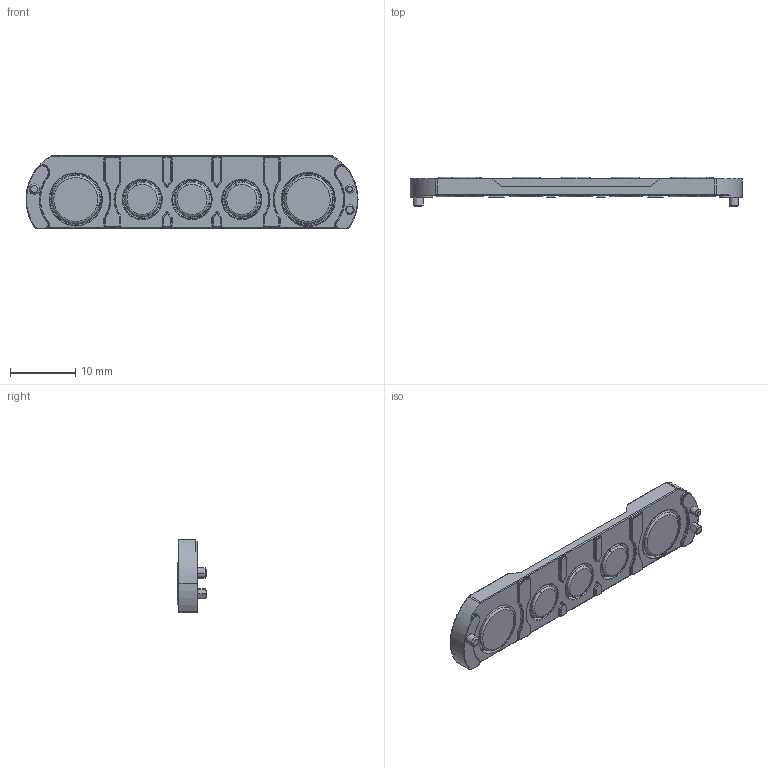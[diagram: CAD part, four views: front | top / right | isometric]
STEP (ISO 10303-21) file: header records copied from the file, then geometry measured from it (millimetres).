
FILE_DESCRIPTION (( 'STEP AP214' ), '1' );
FILE_NAME ('22100-22101-16017-18760-Output.STEP', '2012-08-16T15:45:13', ( 'Vicor User' ), ( 'Microsoft' ), 'SwSTEP 2.0', 'SolidWorks 2012', '' );
FILE_SCHEMA (( 'AUTOMOTIVE_DESIGN' ));
Length unit declared in the file: inch
Products named in the file (1): 22100-22101-16017-18760-Output
Bounding box: 50.8 x 4.5 x 11.18 mm (x, y, z)
Volume: 1104.2 mm3; surface area: 2797.7 mm2
Topology: 1 solids, 1 shells, 992 faces, 2613 edges, 1634 vertices
Faces by surface type: bspline 372, cylinder 263, plane 210, cone 143, torus 4
Entity records: 52824 total; most frequent: CARTESIAN_POINT 18130, ORIENTED_EDGE 5124, DIRECTION 3978, EDGE_CURVE 2562, AXIS2_PLACEMENT_3D 1702, VERTEX_POINT 1634, CIRCLE 1081, EDGE_LOOP 1054
